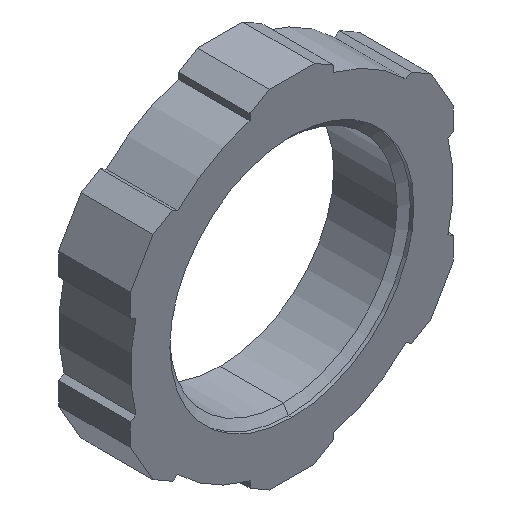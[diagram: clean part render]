
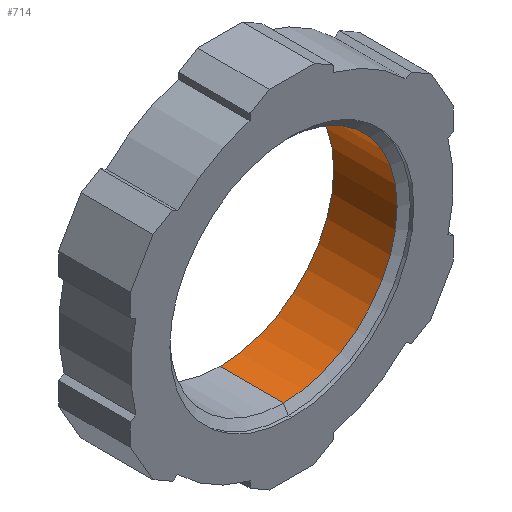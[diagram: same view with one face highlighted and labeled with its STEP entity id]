
A CAD part, isometric view. The second image highlights one B-rep face of the part: STEP entity #714.
In plain terms, the highlighted cylindrical face has radius 9.5 mm (diameter 19 mm), a partial arc.
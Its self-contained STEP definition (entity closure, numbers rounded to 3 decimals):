
#38 = VERTEX_POINT ( 'NONE', #484 ) ;
#61 = ORIENTED_EDGE ( 'NONE', *, *, #705, .F. ) ;
#118 = VECTOR ( 'NONE', #253, 1000. ) ;
#137 = CARTESIAN_POINT ( 'NONE',  ( 0., 6., -9.5 ) ) ;
#177 = VECTOR ( 'NONE', #1274, 1000. ) ;
#218 = CIRCLE ( 'NONE', #676, 9.5 ) ;
#253 = DIRECTION ( 'NONE',  ( 0., 1., 0. ) ) ;
#298 = DIRECTION ( 'NONE',  ( 0., -1., 0. ) ) ;
#389 = CYLINDRICAL_SURFACE ( 'NONE', #1415, 9.5 ) ;
#434 = CARTESIAN_POINT ( 'NONE',  ( 0., 6., 0. ) ) ;
#470 = CARTESIAN_POINT ( 'NONE',  ( 0., 6., 0. ) ) ;
#479 = CARTESIAN_POINT ( 'NONE',  ( 0., 6., 9.5 ) ) ;
#484 = CARTESIAN_POINT ( 'NONE',  ( 0., 0.704, -9.5 ) ) ;
#494 = CARTESIAN_POINT ( 'NONE',  ( 0., 6., 9.5 ) ) ;
#541 = CIRCLE ( 'NONE', #1164, 9.5 ) ;
#555 = DIRECTION ( 'NONE',  ( 0., 0., 1. ) ) ;
#557 = ORIENTED_EDGE ( 'NONE', *, *, #1052, .T. ) ;
#676 = AXIS2_PLACEMENT_3D ( 'NONE', #434, #1225, #555 ) ;
#705 = EDGE_CURVE ( 'NONE', #38, #990, #1016, .T. ) ;
#714 = ADVANCED_FACE ( 'NONE', ( #982 ), #389, .F. ) ;
#760 = CARTESIAN_POINT ( 'NONE',  ( 0., 6., -9.5 ) ) ;
#806 = EDGE_LOOP ( 'NONE', ( #61, #1269, #1042, #557 ) ) ;
#815 = EDGE_CURVE ( 'NONE', #1075, #1335, #878, .T. ) ;
#875 = EDGE_CURVE ( 'NONE', #38, #1075, #541, .T. ) ;
#878 = LINE ( 'NONE', #494, #177 ) ;
#928 = DIRECTION ( 'NONE',  ( 0., 1., 0. ) ) ;
#967 = CARTESIAN_POINT ( 'NONE',  ( 0., 0.704, 0. ) ) ;
#982 = FACE_OUTER_BOUND ( 'NONE', #806, .T. ) ;
#990 = VERTEX_POINT ( 'NONE', #760 ) ;
#1016 = LINE ( 'NONE', #137, #118 ) ;
#1037 = DIRECTION ( 'NONE',  ( 0., 0., 1. ) ) ;
#1042 = ORIENTED_EDGE ( 'NONE', *, *, #815, .T. ) ;
#1052 = EDGE_CURVE ( 'NONE', #1335, #990, #218, .T. ) ;
#1075 = VERTEX_POINT ( 'NONE', #1115 ) ;
#1080 = DIRECTION ( 'NONE',  ( 0., 0., -1. ) ) ;
#1115 = CARTESIAN_POINT ( 'NONE',  ( 0., 0.704, 9.5 ) ) ;
#1164 = AXIS2_PLACEMENT_3D ( 'NONE', #967, #298, #1080 ) ;
#1225 = DIRECTION ( 'NONE',  ( 0., 1., 0. ) ) ;
#1269 = ORIENTED_EDGE ( 'NONE', *, *, #875, .T. ) ;
#1274 = DIRECTION ( 'NONE',  ( 0., 1., 0. ) ) ;
#1335 = VERTEX_POINT ( 'NONE', #479 ) ;
#1415 = AXIS2_PLACEMENT_3D ( 'NONE', #470, #928, #1037 ) ;
